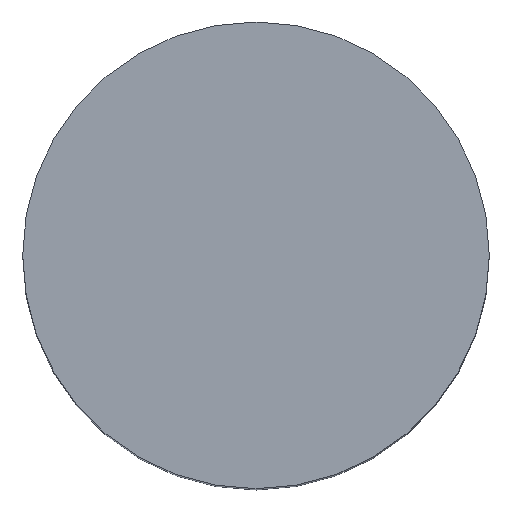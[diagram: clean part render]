
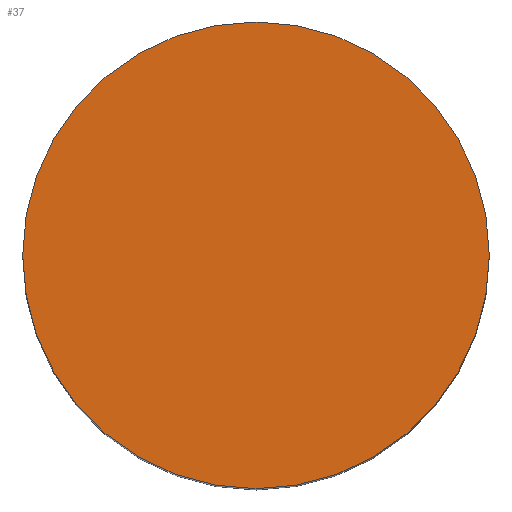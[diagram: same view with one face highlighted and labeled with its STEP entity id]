
A CAD part, top view. The second image highlights one B-rep face of the part: STEP entity #37.
In plain terms, the highlighted planar face has unit normal (0, 0, 1).
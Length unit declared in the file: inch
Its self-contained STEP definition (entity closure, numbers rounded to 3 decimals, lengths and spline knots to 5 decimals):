
#15=PLANE('',#44);
#19=FACE_OUTER_BOUND('',#23,.T.);
#23=EDGE_LOOP('',(#33));
#25=CIRCLE('',#42,1.055);
#27=VERTEX_POINT('',#60);
#29=EDGE_CURVE('',#27,#27,#25,.T.);
#33=ORIENTED_EDGE('',*,*,#29,.F.);
#37=ADVANCED_FACE('',(#19),#15,.F.);
#42=AXIS2_PLACEMENT_3D('',#61,#50,#51);
#44=AXIS2_PLACEMENT_3D('',#64,#54,#55);
#50=DIRECTION('center_axis',(0.,0.,-1.));
#51=DIRECTION('ref_axis',(-1.,0.,0.));
#54=DIRECTION('center_axis',(0.,0.,-1.));
#55=DIRECTION('ref_axis',(-1.,0.,0.));
#60=CARTESIAN_POINT('',(1.055,-0.055,3.358));
#61=CARTESIAN_POINT('Origin',(0.,-0.055,3.358));
#64=CARTESIAN_POINT('Origin',(0.,-0.055,3.358));
